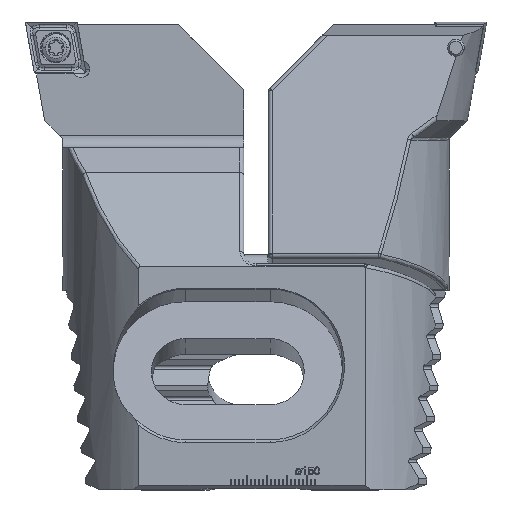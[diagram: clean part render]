
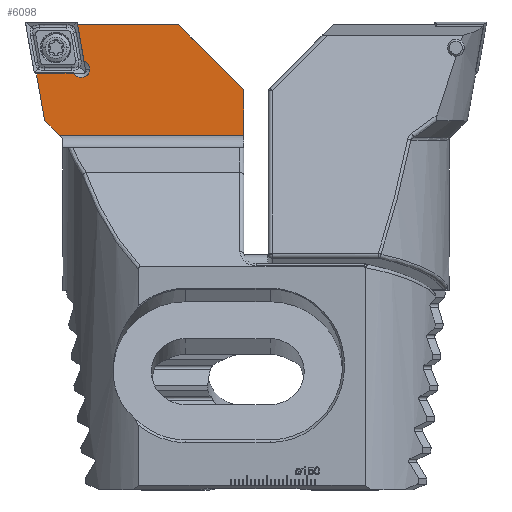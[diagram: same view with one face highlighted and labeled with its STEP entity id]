
A CAD part, top view. The second image highlights one B-rep face of the part: STEP entity #6098.
In plain terms, the highlighted planar face has unit normal (0, 0, 1).
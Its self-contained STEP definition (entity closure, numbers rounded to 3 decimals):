
#150 = ORIENTED_EDGE ( 'NONE', *, *, #14860, .F. ) ;
#375 = EDGE_LOOP ( 'NONE', ( #13692, #15740, #11912, #13249, #6198, #2544, #12293, #150, #13425, #8629, #11500 ) ) ;
#437 = VECTOR ( 'NONE', #3196, 1000. ) ;
#458 = EDGE_CURVE ( 'NONE', #17077, #10591, #6672, .T. ) ;
#631 = CARTESIAN_POINT ( 'NONE',  ( 15.967, -11.2, -0.3 ) ) ;
#687 = EDGE_CURVE ( 'NONE', #14501, #17101, #1022, .T. ) ;
#831 = AXIS2_PLACEMENT_3D ( 'NONE', #3362, #4640, #9924 ) ;
#1022 = LINE ( 'NONE', #7750, #12633 ) ;
#1391 = CARTESIAN_POINT ( 'NONE',  ( 5.456, -24.705, -0.3 ) ) ;
#1534 = DIRECTION ( 'NONE',  ( 0., -1., 0. ) ) ;
#2146 = VECTOR ( 'NONE', #12730, 1000. ) ;
#2217 = EDGE_CURVE ( 'NONE', #17101, #7086, #3879, .T. ) ;
#2245 = CIRCLE ( 'NONE', #4577, 2.1 ) ;
#2276 = EDGE_CURVE ( 'NONE', #14501, #11516, #11718, .T. ) ;
#2404 = CARTESIAN_POINT ( 'NONE',  ( 13.867, -11.2, -0.3 ) ) ;
#2544 = ORIENTED_EDGE ( 'NONE', *, *, #687, .T. ) ;
#3196 = DIRECTION ( 'NONE',  ( -1., 0., 0. ) ) ;
#3362 = CARTESIAN_POINT ( 'NONE',  ( 53.25, -16.801, -0.3 ) ) ;
#3593 = CARTESIAN_POINT ( 'NONE',  ( 12.001, -12.163, -0.3 ) ) ;
#3879 = LINE ( 'NONE', #8296, #11106 ) ;
#3953 = VERTEX_POINT ( 'NONE', #6408 ) ;
#4137 = CARTESIAN_POINT ( 'NONE',  ( 4.752, -24.001, -0.3 ) ) ;
#4366 = DIRECTION ( 'NONE',  ( -1., 0., 0. ) ) ;
#4577 = AXIS2_PLACEMENT_3D ( 'NONE', #14718, #13569, #1534 ) ;
#4640 = DIRECTION ( 'NONE',  ( 0., 0., -1. ) ) ;
#5086 = DIRECTION ( 'NONE',  ( 0., -1., 0. ) ) ;
#5666 = CARTESIAN_POINT ( 'NONE',  ( 38.064, -0.2, -0.3 ) ) ;
#6098 = ADVANCED_FACE ( 'NONE', ( #9950 ), #14950, .T. ) ;
#6147 = CARTESIAN_POINT ( 'NONE',  ( 2.665, -12.163, -0.3 ) ) ;
#6198 = ORIENTED_EDGE ( 'NONE', *, *, #2276, .F. ) ;
#6367 = CARTESIAN_POINT ( 'NONE',  ( 53.957, -16.094, -0.3 ) ) ;
#6381 = DIRECTION ( 'NONE',  ( 0., 0., 1. ) ) ;
#6408 = CARTESIAN_POINT ( 'NONE',  ( 14.491, -9.195, -0.3 ) ) ;
#6471 = EDGE_CURVE ( 'NONE', #16525, #14246, #2245, .T. ) ;
#6672 = LINE ( 'NONE', #9760, #437 ) ;
#6700 = CARTESIAN_POINT ( 'NONE',  ( 6.689, -25.938, -0.3 ) ) ;
#7086 = VERTEX_POINT ( 'NONE', #10868 ) ;
#7149 = CARTESIAN_POINT ( 'NONE',  ( 101.997, -0.2, -0.3 ) ) ;
#7286 = CARTESIAN_POINT ( 'NONE',  ( 54.25, -16.801, -0.3 ) ) ;
#7750 = CARTESIAN_POINT ( 'NONE',  ( 54.25, -16.386, -0.3 ) ) ;
#8296 = CARTESIAN_POINT ( 'NONE',  ( 101.997, -0.2, -0.3 ) ) ;
#8422 = DIRECTION ( 'NONE',  ( 0., 1., 0. ) ) ;
#8592 = EDGE_CURVE ( 'NONE', #15579, #16525, #10846, .T. ) ;
#8629 = ORIENTED_EDGE ( 'NONE', *, *, #6471, .F. ) ;
#8706 = VECTOR ( 'NONE', #8422, 1000. ) ;
#9456 = EDGE_CURVE ( 'NONE', #14246, #3953, #9818, .T. ) ;
#9577 = CARTESIAN_POINT ( 'NONE',  ( 8.451, -27.7, -0.3 ) ) ;
#9760 = CARTESIAN_POINT ( 'NONE',  ( 101.997, -27.7, -0.3 ) ) ;
#9818 = CIRCLE ( 'NONE', #10601, 2.1 ) ;
#9924 = DIRECTION ( 'NONE',  ( 0., -1., 0. ) ) ;
#9950 = FACE_OUTER_BOUND ( 'NONE', #375, .T. ) ;
#9971 = DIRECTION ( 'NONE',  ( 0., -1., 0. ) ) ;
#9997 = CARTESIAN_POINT ( 'NONE',  ( 15.592, -15.436, -0.3 ) ) ;
#10047 = DIRECTION ( 'NONE',  ( -0.174, 0.985, 0. ) ) ;
#10591 = VERTEX_POINT ( 'NONE', #12207 ) ;
#10601 = AXIS2_PLACEMENT_3D ( 'NONE', #2404, #6381, #5086 ) ;
#10846 = LINE ( 'NONE', #15818, #12918 ) ;
#10868 = CARTESIAN_POINT ( 'NONE',  ( 12.905, -0.2, -0.3 ) ) ;
#11106 = VECTOR ( 'NONE', #4366, 1000. ) ;
#11283 = CARTESIAN_POINT ( 'NONE',  ( 0.52, 0., -0.3 ) ) ;
#11500 = ORIENTED_EDGE ( 'NONE', *, *, #8592, .F. ) ;
#11516 = VERTEX_POINT ( 'NONE', #7286 ) ;
#11539 = EDGE_CURVE ( 'NONE', #17077, #11516, #15920, .T. ) ;
#11718 = CIRCLE ( 'NONE', #831, 1. ) ;
#11912 = ORIENTED_EDGE ( 'NONE', *, *, #458, .F. ) ;
#11920 = DIRECTION ( 'NONE',  ( 1., 0., 0. ) ) ;
#11993 = CARTESIAN_POINT ( 'NONE',  ( 5.104, -24.353, -0.3 ) ) ;
#12040 = CARTESIAN_POINT ( 'NONE',  ( 4.752, -24.001, -0.3 ) ) ;
#12207 = CARTESIAN_POINT ( 'NONE',  ( 8.451, -27.7, -0.3 ) ) ;
#12293 = ORIENTED_EDGE ( 'NONE', *, *, #2217, .T. ) ;
#12406 = CARTESIAN_POINT ( 'NONE',  ( 54.25, -27.7, -0.3 ) ) ;
#12541 = LINE ( 'NONE', #9997, #12965 ) ;
#12633 = VECTOR ( 'NONE', #17013, 1000. ) ;
#12667 = DIRECTION ( 'NONE',  ( 0., 0., 1. ) ) ;
#12730 = DIRECTION ( 'NONE',  ( -0.174, 0.985, 0. ) ) ;
#12918 = VECTOR ( 'NONE', #11920, 1000. ) ;
#12965 = VECTOR ( 'NONE', #10047, 1000. ) ;
#13203 = AXIS2_PLACEMENT_3D ( 'NONE', #7149, #12667, #9971 ) ;
#13249 = ORIENTED_EDGE ( 'NONE', *, *, #11539, .T. ) ;
#13425 = ORIENTED_EDGE ( 'NONE', *, *, #9456, .F. ) ;
#13569 = DIRECTION ( 'NONE',  ( 0., 0., 1. ) ) ;
#13692 = ORIENTED_EDGE ( 'NONE', *, *, #15554, .F. ) ;
#13856 = VERTEX_POINT ( 'NONE', #12040 ) ;
#14246 = VERTEX_POINT ( 'NONE', #631 ) ;
#14501 = VERTEX_POINT ( 'NONE', #6367 ) ;
#14579 = CARTESIAN_POINT ( 'NONE',  ( 7.57, -26.819, -0.3 ) ) ;
#14718 = CARTESIAN_POINT ( 'NONE',  ( 13.867, -11.2, -0.3 ) ) ;
#14860 = EDGE_CURVE ( 'NONE', #3953, #7086, #12541, .T. ) ;
#14950 = PLANE ( 'NONE',  #13203 ) ;
#15147 = CARTESIAN_POINT ( 'NONE',  ( 54.25, -26.813, -0.3 ) ) ;
#15326 = EDGE_CURVE ( 'NONE', #10591, #13856, #15438, .T. ) ;
#15438 = B_SPLINE_CURVE_WITH_KNOTS ( 'NONE', 3,
 ( #9577, #14579, #6700, #15905, #1391, #11993, #4137 ),
 .UNSPECIFIED., .F., .F.,
 ( 4, 3, 4 ),
 ( 0.026, 0.029, 0.031 ),
 .UNSPECIFIED. ) ;
#15554 = EDGE_CURVE ( 'NONE', #13856, #15579, #16660, .T. ) ;
#15579 = VERTEX_POINT ( 'NONE', #6147 ) ;
#15740 = ORIENTED_EDGE ( 'NONE', *, *, #15326, .F. ) ;
#15818 = CARTESIAN_POINT ( 'NONE',  ( 101.997, -12.163, -0.3 ) ) ;
#15905 = CARTESIAN_POINT ( 'NONE',  ( 5.808, -25.058, -0.3 ) ) ;
#15920 = LINE ( 'NONE', #15147, #8706 ) ;
#16525 = VERTEX_POINT ( 'NONE', #3593 ) ;
#16660 = LINE ( 'NONE', #11283, #2146 ) ;
#17013 = DIRECTION ( 'NONE',  ( -0.707, 0.707, 0. ) ) ;
#17077 = VERTEX_POINT ( 'NONE', #12406 ) ;
#17101 = VERTEX_POINT ( 'NONE', #5666 ) ;
